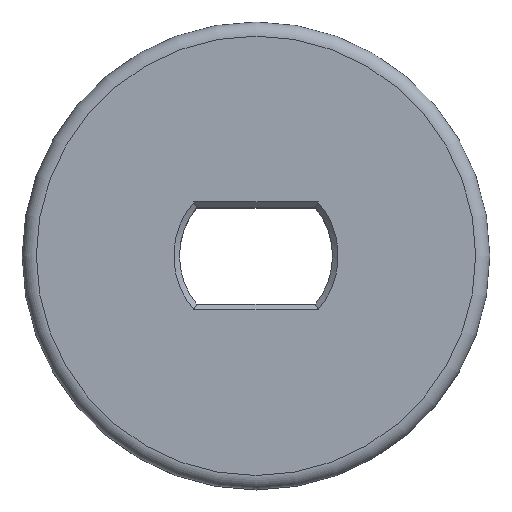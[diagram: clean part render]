
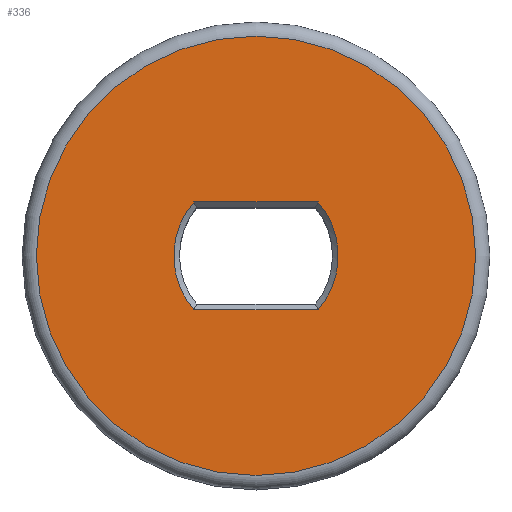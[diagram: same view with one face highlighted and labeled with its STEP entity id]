
A CAD part, top view. The second image highlights one B-rep face of the part: STEP entity #336.
In plain terms, the highlighted planar face has unit normal (0, 0, 1).
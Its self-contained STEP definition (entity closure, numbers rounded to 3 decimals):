
#19=FACE_BOUND('',#97,.T.);
#28=LINE('',#562,#42);
#30=LINE('',#565,#44);
#42=VECTOR('',#432,10.);
#44=VECTOR('',#436,10.);
#59=PLANE('',#378);
#73=FACE_OUTER_BOUND('',#96,.T.);
#96=EDGE_LOOP('',(#254,#255));
#97=EDGE_LOOP('',(#256,#257,#258,#259));
#126=CIRCLE('',#368,2.9);
#129=CIRCLE('',#372,2.9);
#131=CIRCLE('',#379,7.75);
#132=CIRCLE('',#380,7.75);
#152=VERTEX_POINT('',#532);
#153=VERTEX_POINT('',#533);
#158=VERTEX_POINT('',#550);
#159=VERTEX_POINT('',#555);
#163=VERTEX_POINT('',#578);
#164=VERTEX_POINT('',#579);
#182=EDGE_CURVE('',#152,#153,#126,.T.);
#188=EDGE_CURVE('',#158,#159,#129,.T.);
#190=EDGE_CURVE('',#153,#158,#28,.T.);
#192=EDGE_CURVE('',#159,#152,#30,.T.);
#199=EDGE_CURVE('',#163,#164,#131,.T.);
#200=EDGE_CURVE('',#164,#163,#132,.T.);
#254=ORIENTED_EDGE('',*,*,#199,.F.);
#255=ORIENTED_EDGE('',*,*,#200,.F.);
#256=ORIENTED_EDGE('',*,*,#188,.F.);
#257=ORIENTED_EDGE('',*,*,#190,.F.);
#258=ORIENTED_EDGE('',*,*,#182,.F.);
#259=ORIENTED_EDGE('',*,*,#192,.F.);
#336=ADVANCED_FACE('',(#73,#19),#59,.T.);
#368=AXIS2_PLACEMENT_3D('',#534,#420,#421);
#372=AXIS2_PLACEMENT_3D('',#556,#428,#429);
#378=AXIS2_PLACEMENT_3D('',#577,#448,#449);
#379=AXIS2_PLACEMENT_3D('',#580,#450,#451);
#380=AXIS2_PLACEMENT_3D('',#581,#452,#453);
#420=DIRECTION('center_axis',(0.,0.,1.));
#421=DIRECTION('ref_axis',(-1.,0.,0.));
#428=DIRECTION('center_axis',(0.,0.,1.));
#429=DIRECTION('ref_axis',(1.,0.,0.));
#432=DIRECTION('',(1.,0.,0.));
#436=DIRECTION('',(-1.,0.,0.));
#448=DIRECTION('center_axis',(0.,0.,1.));
#449=DIRECTION('ref_axis',(1.,0.,0.));
#450=DIRECTION('center_axis',(0.,0.,-1.));
#451=DIRECTION('ref_axis',(1.,0.,0.));
#452=DIRECTION('center_axis',(0.,0.,-1.));
#453=DIRECTION('ref_axis',(1.,0.,0.));
#532=CARTESIAN_POINT('',(-2.191,1.9,12.));
#533=CARTESIAN_POINT('',(-2.191,-1.9,12.));
#534=CARTESIAN_POINT('Origin',(0.,0.,12.));
#550=CARTESIAN_POINT('',(2.191,-1.9,12.));
#555=CARTESIAN_POINT('',(2.191,1.9,12.));
#556=CARTESIAN_POINT('Origin',(0.,0.,12.));
#562=CARTESIAN_POINT('',(-1.049,-1.9,12.));
#565=CARTESIAN_POINT('',(1.049,1.9,12.));
#577=CARTESIAN_POINT('Origin',(0.,0.,12.));
#578=CARTESIAN_POINT('',(-7.75,0.,12.));
#579=CARTESIAN_POINT('',(7.75,0.,12.));
#580=CARTESIAN_POINT('Origin',(0.,0.,12.));
#581=CARTESIAN_POINT('Origin',(0.,0.,12.));
